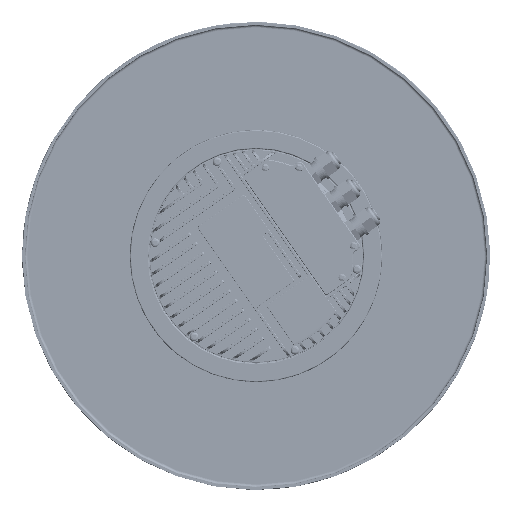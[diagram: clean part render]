
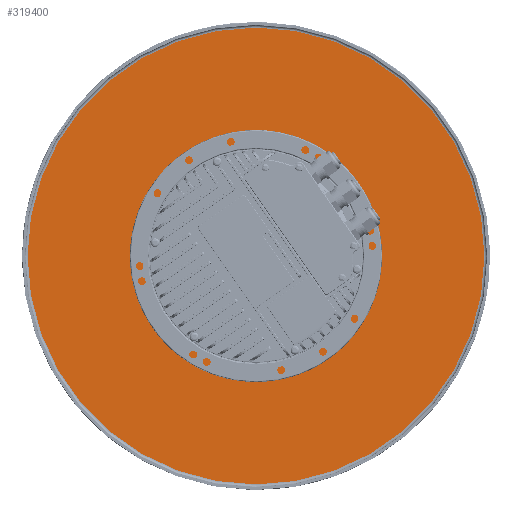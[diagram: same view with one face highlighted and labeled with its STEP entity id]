
A CAD part, front view. The second image highlights one B-rep face of the part: STEP entity #319400.
In plain terms, the highlighted planar face has unit normal (0, -1, 0).
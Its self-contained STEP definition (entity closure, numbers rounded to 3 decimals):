
#316539=CARTESIAN_POINT('',(0.,7.,0.));
#316540=DIRECTION('',(0.,1.,0.));
#316541=DIRECTION('',(0.,0.,1.));
#316542=AXIS2_PLACEMENT_3D('',#316539,#316540,#316541);
#316544=CARTESIAN_POINT('',(0.,7.,0.));
#316545=DIRECTION('',(0.,1.,0.));
#316546=DIRECTION('',(0.,0.,-1.));
#316547=AXIS2_PLACEMENT_3D('',#316544,#316545,#316546);
#316549=CARTESIAN_POINT('',(0.,7.,0.));
#316550=DIRECTION('',(0.,-1.,0.));
#316551=DIRECTION('',(0.,0.,1.));
#316552=AXIS2_PLACEMENT_3D('',#316549,#316550,#316551);
#316554=CARTESIAN_POINT('',(0.,7.,0.));
#316555=DIRECTION('',(0.,-1.,0.));
#316556=DIRECTION('',(0.,0.,-1.));
#316557=AXIS2_PLACEMENT_3D('',#316554,#316555,#316556);
#316559=CARTESIAN_POINT('',(0.,7.,-110.));
#316560=DIRECTION('',(0.,-1.,0.));
#316561=DIRECTION('',(-1.,0.,0.));
#316562=AXIS2_PLACEMENT_3D('',#316559,#316560,#316561);
#316564=CARTESIAN_POINT('',(0.,7.,-110.));
#316565=DIRECTION('',(0.,-1.,0.));
#316566=DIRECTION('',(1.,0.,0.));
#316567=AXIS2_PLACEMENT_3D('',#316564,#316565,#316566);
#316569=CARTESIAN_POINT('',(-95.263,7.,-55.));
#316570=DIRECTION('',(0.,-1.,0.));
#316571=DIRECTION('',(-1.,0.,0.));
#316572=AXIS2_PLACEMENT_3D('',#316569,#316570,#316571);
#316574=CARTESIAN_POINT('',(-95.263,7.,-55.));
#316575=DIRECTION('',(0.,-1.,0.));
#316576=DIRECTION('',(1.,0.,0.));
#316577=AXIS2_PLACEMENT_3D('',#316574,#316575,#316576);
#316579=CARTESIAN_POINT('',(-55.,7.,-95.263));
#316580=DIRECTION('',(0.,-1.,0.));
#316581=DIRECTION('',(-1.,0.,0.));
#316582=AXIS2_PLACEMENT_3D('',#316579,#316580,#316581);
#316584=CARTESIAN_POINT('',(-55.,7.,-95.263));
#316585=DIRECTION('',(0.,-1.,0.));
#316586=DIRECTION('',(1.,0.,0.));
#316587=AXIS2_PLACEMENT_3D('',#316584,#316585,#316586);
#316589=CARTESIAN_POINT('',(95.263,7.,55.));
#316590=DIRECTION('',(0.,-1.,0.));
#316591=DIRECTION('',(0.5,0.,-0.866));
#316592=AXIS2_PLACEMENT_3D('',#316589,#316590,#316591);
#316594=CARTESIAN_POINT('',(95.263,7.,55.));
#316595=DIRECTION('',(0.,-1.,0.));
#316596=DIRECTION('',(-0.5,0.,0.866));
#316597=AXIS2_PLACEMENT_3D('',#316594,#316595,#316596);
#316599=CARTESIAN_POINT('',(95.263,7.,-55.));
#316600=DIRECTION('',(0.,-1.,0.));
#316601=DIRECTION('',(0.5,0.,-0.866));
#316602=AXIS2_PLACEMENT_3D('',#316599,#316600,#316601);
#316604=CARTESIAN_POINT('',(95.263,7.,-55.));
#316605=DIRECTION('',(0.,-1.,0.));
#316606=DIRECTION('',(-0.5,0.,0.866));
#316607=AXIS2_PLACEMENT_3D('',#316604,#316605,#316606);
#316609=CARTESIAN_POINT('',(110.,7.,0.));
#316610=DIRECTION('',(0.,-1.,0.));
#316611=DIRECTION('',(0.5,0.,-0.866));
#316612=AXIS2_PLACEMENT_3D('',#316609,#316610,#316611);
#316614=CARTESIAN_POINT('',(110.,7.,0.));
#316615=DIRECTION('',(0.,-1.,0.));
#316616=DIRECTION('',(-0.5,0.,0.866));
#316617=AXIS2_PLACEMENT_3D('',#316614,#316615,#316616);
#316619=CARTESIAN_POINT('',(-95.263,7.,55.));
#316620=DIRECTION('',(0.,-1.,0.));
#316621=DIRECTION('',(0.5,0.,0.866));
#316622=AXIS2_PLACEMENT_3D('',#316619,#316620,#316621);
#316624=CARTESIAN_POINT('',(-95.263,7.,55.));
#316625=DIRECTION('',(0.,-1.,0.));
#316626=DIRECTION('',(-0.5,0.,-0.866));
#316627=AXIS2_PLACEMENT_3D('',#316624,#316625,#316626);
#316629=CARTESIAN_POINT('',(0.,7.,110.));
#316630=DIRECTION('',(0.,-1.,0.));
#316631=DIRECTION('',(0.5,0.,0.866));
#316632=AXIS2_PLACEMENT_3D('',#316629,#316630,#316631);
#316634=CARTESIAN_POINT('',(0.,7.,110.));
#316635=DIRECTION('',(0.,-1.,0.));
#316636=DIRECTION('',(-0.5,0.,-0.866));
#316637=AXIS2_PLACEMENT_3D('',#316634,#316635,#316636);
#316639=CARTESIAN_POINT('',(-55.,7.,95.263));
#316640=DIRECTION('',(0.,-1.,0.));
#316641=DIRECTION('',(0.5,0.,0.866));
#316642=AXIS2_PLACEMENT_3D('',#316639,#316640,#316641);
#316644=CARTESIAN_POINT('',(-55.,7.,95.263));
#316645=DIRECTION('',(0.,-1.,0.));
#316646=DIRECTION('',(-0.5,0.,-0.866));
#316647=AXIS2_PLACEMENT_3D('',#316644,#316645,#316646);
#318840=CARTESIAN_POINT('',(-91.013,7.,-55.));
#318841=CARTESIAN_POINT('',(-99.513,7.,-55.));
#318842=VERTEX_POINT('',#318840);
#318843=VERTEX_POINT('',#318841);
#318848=CARTESIAN_POINT('',(0.,7.,246.5));
#318849=CARTESIAN_POINT('',(0.,7.,-246.5));
#318850=VERTEX_POINT('',#318848);
#318851=VERTEX_POINT('',#318849);
#318852=CARTESIAN_POINT('',(0.,7.,100.05));
#318853=CARTESIAN_POINT('',(0.,7.,-100.05));
#318854=VERTEX_POINT('',#318852);
#318855=VERTEX_POINT('',#318853);
#318856=CARTESIAN_POINT('',(-4.25,7.,-110.));
#318857=CARTESIAN_POINT('',(4.25,7.,-110.));
#318858=VERTEX_POINT('',#318856);
#318859=VERTEX_POINT('',#318857);
#318860=CARTESIAN_POINT('',(-58.,7.,-95.263));
#318861=CARTESIAN_POINT('',(-52.,7.,-95.263));
#318862=VERTEX_POINT('',#318860);
#318863=VERTEX_POINT('',#318861);
#318864=CARTESIAN_POINT('',(97.388,7.,
51.319));
#318865=CARTESIAN_POINT('',(93.138,7.,
58.681));
#318866=VERTEX_POINT('',#318864);
#318867=VERTEX_POINT('',#318865);
#318868=CARTESIAN_POINT('',(97.388,7.,
-58.681));
#318869=CARTESIAN_POINT('',(93.138,7.,
-51.319));
#318870=VERTEX_POINT('',#318868);
#318871=VERTEX_POINT('',#318869);
#318872=CARTESIAN_POINT('',(111.5,7.,-2.598));
#318873=CARTESIAN_POINT('',(108.5,7.,2.598));
#318874=VERTEX_POINT('',#318872);
#318875=VERTEX_POINT('',#318873);
#318876=CARTESIAN_POINT('',(-93.138,7.,
58.681));
#318877=CARTESIAN_POINT('',(-97.388,7.,
51.319));
#318878=VERTEX_POINT('',#318876);
#318879=VERTEX_POINT('',#318877);
#318880=CARTESIAN_POINT('',(2.125,7.,
113.681));
#318881=CARTESIAN_POINT('',(-2.125,7.,
106.319));
#318882=VERTEX_POINT('',#318880);
#318883=VERTEX_POINT('',#318881);
#318884=CARTESIAN_POINT('',(-53.5,7.,97.861));
#318885=CARTESIAN_POINT('',(-56.5,7.,92.665));
#318886=VERTEX_POINT('',#318884);
#318887=VERTEX_POINT('',#318885);
#319330=CARTESIAN_POINT('',(0.,7.,0.));
#319331=DIRECTION('',(0.,1.,0.));
#319332=DIRECTION('',(0.,0.,1.));
#319333=AXIS2_PLACEMENT_3D('',#319330,#319331,#319332);
#319334=PLANE('',#319333);
#319336=ORIENTED_EDGE('',*,*,#319335,.T.);
#319338=ORIENTED_EDGE('',*,*,#319337,.T.);
#319339=EDGE_LOOP('',(#319336,#319338));
#319340=FACE_OUTER_BOUND('',#319339,.F.);
#319342=ORIENTED_EDGE('',*,*,#319341,.T.);
#319344=ORIENTED_EDGE('',*,*,#319343,.T.);
#319345=EDGE_LOOP('',(#319342,#319344));
#319346=FACE_BOUND('',#319345,.F.);
#319348=ORIENTED_EDGE('',*,*,#319347,.T.);
#319350=ORIENTED_EDGE('',*,*,#319349,.T.);
#319351=EDGE_LOOP('',(#319348,#319350));
#319352=FACE_BOUND('',#319351,.F.);
#319354=ORIENTED_EDGE('',*,*,#319353,.T.);
#319355=ORIENTED_EDGE('',*,*,#319319,.T.);
#319356=EDGE_LOOP('',(#319354,#319355));
#319357=FACE_BOUND('',#319356,.F.);
#319359=ORIENTED_EDGE('',*,*,#319358,.T.);
#319361=ORIENTED_EDGE('',*,*,#319360,.T.);
#319362=EDGE_LOOP('',(#319359,#319361));
#319363=FACE_BOUND('',#319362,.F.);
#319365=ORIENTED_EDGE('',*,*,#319364,.T.);
#319367=ORIENTED_EDGE('',*,*,#319366,.T.);
#319368=EDGE_LOOP('',(#319365,#319367));
#319369=FACE_BOUND('',#319368,.F.);
#319371=ORIENTED_EDGE('',*,*,#319370,.T.);
#319373=ORIENTED_EDGE('',*,*,#319372,.T.);
#319374=EDGE_LOOP('',(#319371,#319373));
#319375=FACE_BOUND('',#319374,.F.);
#319377=ORIENTED_EDGE('',*,*,#319376,.T.);
#319379=ORIENTED_EDGE('',*,*,#319378,.T.);
#319380=EDGE_LOOP('',(#319377,#319379));
#319381=FACE_BOUND('',#319380,.F.);
#319383=ORIENTED_EDGE('',*,*,#319382,.T.);
#319385=ORIENTED_EDGE('',*,*,#319384,.T.);
#319386=EDGE_LOOP('',(#319383,#319385));
#319387=FACE_BOUND('',#319386,.F.);
#319389=ORIENTED_EDGE('',*,*,#319388,.T.);
#319391=ORIENTED_EDGE('',*,*,#319390,.T.);
#319392=EDGE_LOOP('',(#319389,#319391));
#319393=FACE_BOUND('',#319392,.F.);
#319395=ORIENTED_EDGE('',*,*,#319394,.T.);
#319397=ORIENTED_EDGE('',*,*,#319396,.T.);
#319398=EDGE_LOOP('',(#319395,#319397));
#319399=FACE_BOUND('',#319398,.F.);
#319400=ADVANCED_FACE('',(#319340,#319346,#319352,#319357,#319363,#319369,
#319375,#319381,#319387,#319393,#319399),#319334,.F.);
#316543=CIRCLE('',#316542,246.5);
#316548=CIRCLE('',#316547,246.5);
#316553=CIRCLE('',#316552,100.05);
#316558=CIRCLE('',#316557,100.05);
#316563=CIRCLE('',#316562,4.25);
#316568=CIRCLE('',#316567,4.25);
#316573=CIRCLE('',#316572,4.25);
#316578=CIRCLE('',#316577,4.25);
#316583=CIRCLE('',#316582,3.);
#316588=CIRCLE('',#316587,3.);
#316593=CIRCLE('',#316592,4.25);
#316598=CIRCLE('',#316597,4.25);
#316603=CIRCLE('',#316602,4.25);
#316608=CIRCLE('',#316607,4.25);
#316613=CIRCLE('',#316612,3.);
#316618=CIRCLE('',#316617,3.);
#316623=CIRCLE('',#316622,4.25);
#316628=CIRCLE('',#316627,4.25);
#316633=CIRCLE('',#316632,4.25);
#316638=CIRCLE('',#316637,4.25);
#316643=CIRCLE('',#316642,3.);
#316648=CIRCLE('',#316647,3.);
#319319=EDGE_CURVE('',#318842,#318843,#316578,.T.);
#319335=EDGE_CURVE('',#318850,#318851,#316543,.T.);
#319337=EDGE_CURVE('',#318851,#318850,#316548,.T.);
#319341=EDGE_CURVE('',#318854,#318855,#316553,.T.);
#319343=EDGE_CURVE('',#318855,#318854,#316558,.T.);
#319347=EDGE_CURVE('',#318858,#318859,#316563,.T.);
#319349=EDGE_CURVE('',#318859,#318858,#316568,.T.);
#319353=EDGE_CURVE('',#318843,#318842,#316573,.T.);
#319358=EDGE_CURVE('',#318862,#318863,#316583,.T.);
#319360=EDGE_CURVE('',#318863,#318862,#316588,.T.);
#319364=EDGE_CURVE('',#318866,#318867,#316593,.T.);
#319366=EDGE_CURVE('',#318867,#318866,#316598,.T.);
#319370=EDGE_CURVE('',#318870,#318871,#316603,.T.);
#319372=EDGE_CURVE('',#318871,#318870,#316608,.T.);
#319376=EDGE_CURVE('',#318874,#318875,#316613,.T.);
#319378=EDGE_CURVE('',#318875,#318874,#316618,.T.);
#319382=EDGE_CURVE('',#318878,#318879,#316623,.T.);
#319384=EDGE_CURVE('',#318879,#318878,#316628,.T.);
#319388=EDGE_CURVE('',#318882,#318883,#316633,.T.);
#319390=EDGE_CURVE('',#318883,#318882,#316638,.T.);
#319394=EDGE_CURVE('',#318886,#318887,#316643,.T.);
#319396=EDGE_CURVE('',#318887,#318886,#316648,.T.);
